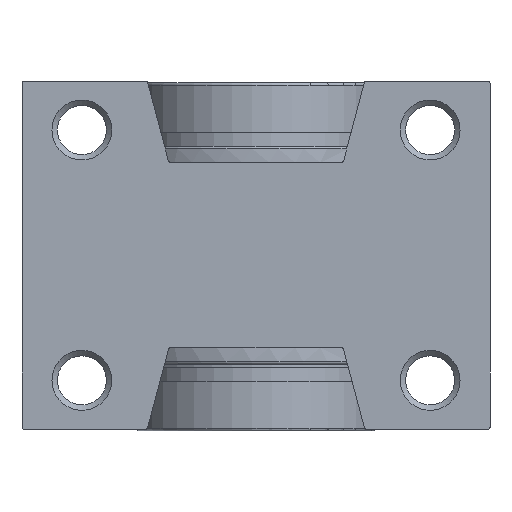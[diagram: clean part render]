
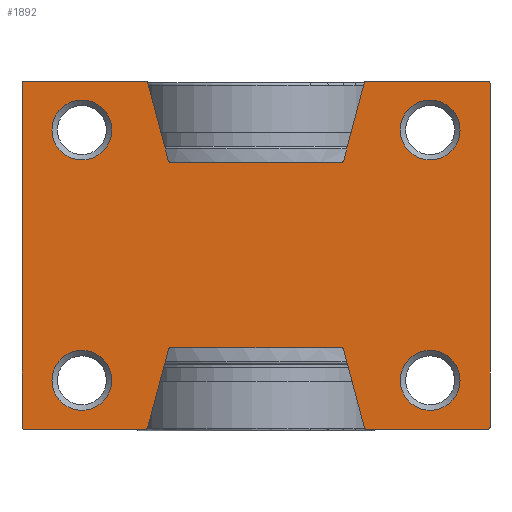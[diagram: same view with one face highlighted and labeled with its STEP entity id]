
A CAD part, front view. The second image highlights one B-rep face of the part: STEP entity #1892.
In plain terms, the highlighted planar face has unit normal (0, -1, 0).
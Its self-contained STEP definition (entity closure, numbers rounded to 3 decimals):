
#72=FACE_BOUND('',#266,.T.);
#73=FACE_BOUND('',#267,.T.);
#74=FACE_BOUND('',#268,.T.);
#75=FACE_BOUND('',#269,.T.);
#94=PLANE('',#2095);
#150=FACE_OUTER_BOUND('',#265,.T.);
#265=EDGE_LOOP('',(#1372,#1373,#1374,#1375,#1376,#1377,#1378,#1379,#1380,
#1381,#1382,#1383,#1384,#1385,#1386,#1387,#1388,#1389,#1390,#1391,#1392,
#1393,#1394,#1395));
#266=EDGE_LOOP('',(#1396));
#267=EDGE_LOOP('',(#1397));
#268=EDGE_LOOP('',(#1398));
#269=EDGE_LOOP('',(#1399));
#410=LINE('',#3168,#562);
#411=LINE('',#3172,#563);
#412=LINE('',#3176,#564);
#413=LINE('',#3180,#565);
#414=LINE('',#3184,#566);
#415=LINE('',#3188,#567);
#416=LINE('',#3192,#568);
#417=LINE('',#3196,#569);
#418=LINE('',#3200,#570);
#419=LINE('',#3204,#571);
#420=LINE('',#3208,#572);
#421=LINE('',#3211,#573);
#562=VECTOR('',#2425,10.);
#563=VECTOR('',#2428,10.);
#564=VECTOR('',#2431,10.);
#565=VECTOR('',#2434,10.);
#566=VECTOR('',#2437,10.);
#567=VECTOR('',#2440,10.);
#568=VECTOR('',#2443,10.);
#569=VECTOR('',#2446,10.);
#570=VECTOR('',#2449,10.);
#571=VECTOR('',#2452,10.);
#572=VECTOR('',#2455,10.);
#573=VECTOR('',#2458,10.);
#696=CIRCLE('',#2093,2.75);
#698=CIRCLE('',#2096,0.2);
#699=CIRCLE('',#2097,0.2);
#700=CIRCLE('',#2098,0.2);
#701=CIRCLE('',#2099,0.2);
#702=CIRCLE('',#2100,0.2);
#703=CIRCLE('',#2101,0.2);
#704=CIRCLE('',#2102,0.2);
#705=CIRCLE('',#2103,0.2);
#706=CIRCLE('',#2104,0.2);
#707=CIRCLE('',#2105,0.2);
#708=CIRCLE('',#2106,0.2);
#709=CIRCLE('',#2107,0.2);
#710=CIRCLE('',#2108,2.75);
#711=CIRCLE('',#2109,2.75);
#712=CIRCLE('',#2110,2.75);
#843=VERTEX_POINT('',#3158);
#845=VERTEX_POINT('',#3164);
#846=VERTEX_POINT('',#3165);
#847=VERTEX_POINT('',#3167);
#848=VERTEX_POINT('',#3169);
#849=VERTEX_POINT('',#3171);
#850=VERTEX_POINT('',#3173);
#851=VERTEX_POINT('',#3175);
#852=VERTEX_POINT('',#3177);
#853=VERTEX_POINT('',#3179);
#854=VERTEX_POINT('',#3181);
#855=VERTEX_POINT('',#3183);
#856=VERTEX_POINT('',#3185);
#857=VERTEX_POINT('',#3187);
#858=VERTEX_POINT('',#3189);
#859=VERTEX_POINT('',#3191);
#860=VERTEX_POINT('',#3193);
#861=VERTEX_POINT('',#3195);
#862=VERTEX_POINT('',#3197);
#863=VERTEX_POINT('',#3199);
#864=VERTEX_POINT('',#3201);
#865=VERTEX_POINT('',#3203);
#866=VERTEX_POINT('',#3205);
#867=VERTEX_POINT('',#3207);
#868=VERTEX_POINT('',#3209);
#869=VERTEX_POINT('',#3212);
#870=VERTEX_POINT('',#3214);
#871=VERTEX_POINT('',#3216);
#1044=EDGE_CURVE('',#843,#843,#696,.T.);
#1047=EDGE_CURVE('',#845,#846,#698,.T.);
#1048=EDGE_CURVE('',#845,#847,#410,.T.);
#1049=EDGE_CURVE('',#848,#847,#699,.T.);
#1050=EDGE_CURVE('',#848,#849,#411,.T.);
#1051=EDGE_CURVE('',#850,#849,#700,.T.);
#1052=EDGE_CURVE('',#850,#851,#412,.T.);
#1053=EDGE_CURVE('',#851,#852,#701,.T.);
#1054=EDGE_CURVE('',#852,#853,#413,.T.);
#1055=EDGE_CURVE('',#853,#854,#702,.T.);
#1056=EDGE_CURVE('',#854,#855,#414,.T.);
#1057=EDGE_CURVE('',#856,#855,#703,.T.);
#1058=EDGE_CURVE('',#856,#857,#415,.T.);
#1059=EDGE_CURVE('',#858,#857,#704,.T.);
#1060=EDGE_CURVE('',#859,#858,#416,.T.);
#1061=EDGE_CURVE('',#860,#859,#705,.T.);
#1062=EDGE_CURVE('',#860,#861,#417,.T.);
#1063=EDGE_CURVE('',#862,#861,#706,.T.);
#1064=EDGE_CURVE('',#862,#863,#418,.T.);
#1065=EDGE_CURVE('',#863,#864,#707,.T.);
#1066=EDGE_CURVE('',#864,#865,#419,.T.);
#1067=EDGE_CURVE('',#865,#866,#708,.T.);
#1068=EDGE_CURVE('',#866,#867,#420,.T.);
#1069=EDGE_CURVE('',#868,#867,#709,.T.);
#1070=EDGE_CURVE('',#868,#846,#421,.T.);
#1071=EDGE_CURVE('',#869,#869,#710,.T.);
#1072=EDGE_CURVE('',#870,#870,#711,.T.);
#1073=EDGE_CURVE('',#871,#871,#712,.T.);
#1372=ORIENTED_EDGE('',*,*,#1047,.F.);
#1373=ORIENTED_EDGE('',*,*,#1048,.T.);
#1374=ORIENTED_EDGE('',*,*,#1049,.F.);
#1375=ORIENTED_EDGE('',*,*,#1050,.T.);
#1376=ORIENTED_EDGE('',*,*,#1051,.F.);
#1377=ORIENTED_EDGE('',*,*,#1052,.T.);
#1378=ORIENTED_EDGE('',*,*,#1053,.T.);
#1379=ORIENTED_EDGE('',*,*,#1054,.T.);
#1380=ORIENTED_EDGE('',*,*,#1055,.T.);
#1381=ORIENTED_EDGE('',*,*,#1056,.T.);
#1382=ORIENTED_EDGE('',*,*,#1057,.F.);
#1383=ORIENTED_EDGE('',*,*,#1058,.T.);
#1384=ORIENTED_EDGE('',*,*,#1059,.F.);
#1385=ORIENTED_EDGE('',*,*,#1060,.F.);
#1386=ORIENTED_EDGE('',*,*,#1061,.F.);
#1387=ORIENTED_EDGE('',*,*,#1062,.T.);
#1388=ORIENTED_EDGE('',*,*,#1063,.F.);
#1389=ORIENTED_EDGE('',*,*,#1064,.T.);
#1390=ORIENTED_EDGE('',*,*,#1065,.T.);
#1391=ORIENTED_EDGE('',*,*,#1066,.T.);
#1392=ORIENTED_EDGE('',*,*,#1067,.T.);
#1393=ORIENTED_EDGE('',*,*,#1068,.T.);
#1394=ORIENTED_EDGE('',*,*,#1069,.F.);
#1395=ORIENTED_EDGE('',*,*,#1070,.T.);
#1396=ORIENTED_EDGE('',*,*,#1071,.F.);
#1397=ORIENTED_EDGE('',*,*,#1072,.F.);
#1398=ORIENTED_EDGE('',*,*,#1073,.F.);
#1399=ORIENTED_EDGE('',*,*,#1044,.F.);
#1892=ADVANCED_FACE('',(#150,#72,#73,#74,#75),#94,.T.);
#2093=AXIS2_PLACEMENT_3D('',#3159,#2416,#2417);
#2095=AXIS2_PLACEMENT_3D('',#3163,#2421,#2422);
#2096=AXIS2_PLACEMENT_3D('',#3166,#2423,#2424);
#2097=AXIS2_PLACEMENT_3D('',#3170,#2426,#2427);
#2098=AXIS2_PLACEMENT_3D('',#3174,#2429,#2430);
#2099=AXIS2_PLACEMENT_3D('',#3178,#2432,#2433);
#2100=AXIS2_PLACEMENT_3D('',#3182,#2435,#2436);
#2101=AXIS2_PLACEMENT_3D('',#3186,#2438,#2439);
#2102=AXIS2_PLACEMENT_3D('',#3190,#2441,#2442);
#2103=AXIS2_PLACEMENT_3D('',#3194,#2444,#2445);
#2104=AXIS2_PLACEMENT_3D('',#3198,#2447,#2448);
#2105=AXIS2_PLACEMENT_3D('',#3202,#2450,#2451);
#2106=AXIS2_PLACEMENT_3D('',#3206,#2453,#2454);
#2107=AXIS2_PLACEMENT_3D('',#3210,#2456,#2457);
#2108=AXIS2_PLACEMENT_3D('',#3213,#2459,#2460);
#2109=AXIS2_PLACEMENT_3D('',#3215,#2461,#2462);
#2110=AXIS2_PLACEMENT_3D('',#3217,#2463,#2464);
#2416=DIRECTION('center_axis',(0.,-1.,0.));
#2417=DIRECTION('ref_axis',(-1.,0.,0.));
#2421=DIRECTION('center_axis',(0.,-1.,0.));
#2422=DIRECTION('ref_axis',(0.,0.,-1.));
#2423=DIRECTION('center_axis',(0.,1.,0.));
#2424=DIRECTION('ref_axis',(-0.707,0.,0.707));
#2425=DIRECTION('',(0.,0.,-1.));
#2426=DIRECTION('center_axis',(0.,1.,0.));
#2427=DIRECTION('ref_axis',(-0.707,0.,-0.707));
#2428=DIRECTION('',(1.,0.,0.));
#2429=DIRECTION('center_axis',(0.,1.,0.));
#2430=DIRECTION('ref_axis',(0.609,0.,-0.793));
#2431=DIRECTION('',(0.258,0.,0.966));
#2432=DIRECTION('center_axis',(0.,1.,0.));
#2433=DIRECTION('ref_axis',(0.,0.,1.));
#2434=DIRECTION('',(1.,0.,0.));
#2435=DIRECTION('center_axis',(0.,1.,0.));
#2436=DIRECTION('ref_axis',(0.966,0.,0.258));
#2437=DIRECTION('',(0.258,0.,-0.966));
#2438=DIRECTION('center_axis',(0.,1.,0.));
#2439=DIRECTION('ref_axis',(-0.609,0.,-0.793));
#2440=DIRECTION('',(1.,0.,0.));
#2441=DIRECTION('center_axis',(0.,1.,0.));
#2442=DIRECTION('ref_axis',(0.707,0.,-0.707));
#2443=DIRECTION('',(0.,0.,-1.));
#2444=DIRECTION('center_axis',(0.,1.,0.));
#2445=DIRECTION('ref_axis',(0.707,0.,0.707));
#2446=DIRECTION('',(-1.,0.,0.));
#2447=DIRECTION('center_axis',(0.,1.,0.));
#2448=DIRECTION('ref_axis',(-0.609,0.,0.793));
#2449=DIRECTION('',(-0.258,0.,-0.966));
#2450=DIRECTION('center_axis',(0.,1.,0.));
#2451=DIRECTION('ref_axis',(0.966,0.,-0.258));
#2452=DIRECTION('',(-1.,0.,0.));
#2453=DIRECTION('center_axis',(0.,1.,0.));
#2454=DIRECTION('ref_axis',(0.,0.,-1.));
#2455=DIRECTION('',(-0.258,0.,0.966));
#2456=DIRECTION('center_axis',(0.,1.,0.));
#2457=DIRECTION('ref_axis',(0.609,0.,0.793));
#2458=DIRECTION('',(-1.,0.,0.));
#2459=DIRECTION('center_axis',(0.,-1.,0.));
#2460=DIRECTION('ref_axis',(-1.,0.,0.));
#2461=DIRECTION('center_axis',(0.,-1.,0.));
#2462=DIRECTION('ref_axis',(-1.,0.,0.));
#2463=DIRECTION('center_axis',(0.,-1.,0.));
#2464=DIRECTION('ref_axis',(-1.,0.,0.));
#3158=CARTESIAN_POINT('',(-13.25,-17.5,-11.5));
#3159=CARTESIAN_POINT('Origin',(-16.,-17.5,-11.5));
#3163=CARTESIAN_POINT('Origin',(21.5,-17.5,0.));
#3164=CARTESIAN_POINT('',(-21.5,-17.5,15.8));
#3165=CARTESIAN_POINT('',(-21.3,-17.5,16.));
#3166=CARTESIAN_POINT('Origin',(-21.3,-17.5,15.8));
#3167=CARTESIAN_POINT('',(-21.5,-17.5,-15.8));
#3168=CARTESIAN_POINT('',(-21.5,-17.5,0.));
#3169=CARTESIAN_POINT('',(-21.3,-17.5,-16.));
#3170=CARTESIAN_POINT('Origin',(-21.3,-17.5,-15.8));
#3171=CARTESIAN_POINT('',(-10.154,-17.5,-16.));
#3172=CARTESIAN_POINT('',(21.5,-17.5,-16.));
#3173=CARTESIAN_POINT('',(-9.96,-17.5,-15.852));
#3174=CARTESIAN_POINT('Origin',(-10.154,-17.5,-15.8));
#3175=CARTESIAN_POINT('',(-8.04,-17.5,-8.648));
#3176=CARTESIAN_POINT('',(-5.982,-17.5,-0.934));
#3177=CARTESIAN_POINT('',(-7.846,-17.5,-8.5));
#3178=CARTESIAN_POINT('Origin',(-7.846,-17.5,-8.7));
#3179=CARTESIAN_POINT('',(7.846,-17.5,-8.5));
#3180=CARTESIAN_POINT('',(14.673,-17.5,-8.5));
#3181=CARTESIAN_POINT('',(8.04,-17.5,-8.648));
#3182=CARTESIAN_POINT('Origin',(7.846,-17.5,-8.7));
#3183=CARTESIAN_POINT('',(9.96,-17.5,-15.852));
#3184=CARTESIAN_POINT('',(8.39,-17.5,-9.963));
#3185=CARTESIAN_POINT('',(10.154,-17.5,-16.));
#3186=CARTESIAN_POINT('Origin',(10.154,-17.5,-15.8));
#3187=CARTESIAN_POINT('',(21.3,-17.5,-16.));
#3188=CARTESIAN_POINT('',(21.5,-17.5,-16.));
#3189=CARTESIAN_POINT('',(21.5,-17.5,-15.8));
#3190=CARTESIAN_POINT('Origin',(21.3,-17.5,-15.8));
#3191=CARTESIAN_POINT('',(21.5,-17.5,15.8));
#3192=CARTESIAN_POINT('',(21.5,-17.5,0.));
#3193=CARTESIAN_POINT('',(21.3,-17.5,16.));
#3194=CARTESIAN_POINT('Origin',(21.3,-17.5,15.8));
#3195=CARTESIAN_POINT('',(10.154,-17.5,16.));
#3196=CARTESIAN_POINT('',(21.5,-17.5,16.));
#3197=CARTESIAN_POINT('',(9.96,-17.5,15.852));
#3198=CARTESIAN_POINT('Origin',(10.154,-17.5,15.8));
#3199=CARTESIAN_POINT('',(8.04,-17.5,8.648));
#3200=CARTESIAN_POINT('',(8.39,-17.5,9.963));
#3201=CARTESIAN_POINT('',(7.846,-17.5,8.5));
#3202=CARTESIAN_POINT('Origin',(7.846,-17.5,8.7));
#3203=CARTESIAN_POINT('',(-7.846,-17.5,8.5));
#3204=CARTESIAN_POINT('',(14.673,-17.5,8.5));
#3205=CARTESIAN_POINT('',(-8.04,-17.5,8.648));
#3206=CARTESIAN_POINT('Origin',(-7.846,-17.5,8.7));
#3207=CARTESIAN_POINT('',(-9.96,-17.5,15.852));
#3208=CARTESIAN_POINT('',(-5.982,-17.5,0.934));
#3209=CARTESIAN_POINT('',(-10.154,-17.5,16.));
#3210=CARTESIAN_POINT('Origin',(-10.154,-17.5,15.8));
#3211=CARTESIAN_POINT('',(21.5,-17.5,16.));
#3212=CARTESIAN_POINT('',(18.75,-17.5,-11.5));
#3213=CARTESIAN_POINT('Origin',(16.,-17.5,-11.5));
#3214=CARTESIAN_POINT('',(-13.25,-17.5,11.5));
#3215=CARTESIAN_POINT('Origin',(-16.,-17.5,11.5));
#3216=CARTESIAN_POINT('',(18.75,-17.5,11.5));
#3217=CARTESIAN_POINT('Origin',(16.,-17.5,11.5));
